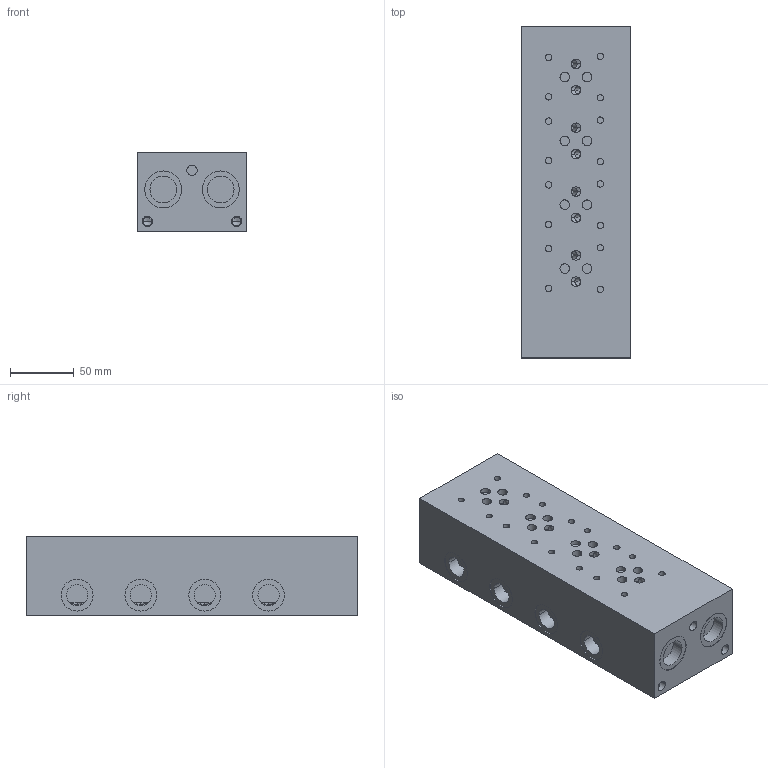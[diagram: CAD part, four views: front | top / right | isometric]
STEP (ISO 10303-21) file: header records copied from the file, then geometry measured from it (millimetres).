
FILE_DESCRIPTION( ( 'STEP AP214' ), '1' );
FILE_NAME( 'tmp0.step', '2010-08-26T15:59:51', ( ' ' ), ( ' ' ), 'XStep 1.0', ' ', ' ' );
FILE_SCHEMA( ( 'automotive_design' ) );
Length unit declared in the file: millimetre
Products named in the file (1): 1
Bounding box: 86 x 260 x 62 mm (x, y, z)
Volume: 1317748.3 mm3; surface area: 109387.9 mm2
Topology: 1 solids, 1 shells, 383 faces, 929 edges, 581 vertices
Faces by surface type: cylinder 232, plane 107, cone 44
Entity records: 22321 total; most frequent: CARTESIAN_POINT 2698, DIRECTION 2044, STYLED_ITEM 1866, PRESENTATION_STYLE_ASSIGNMENT 1866, COLOUR_RGB 1866, ORIENTED_EDGE 1802, EDGE_CURVE 901, CURVE_STYLE 901
